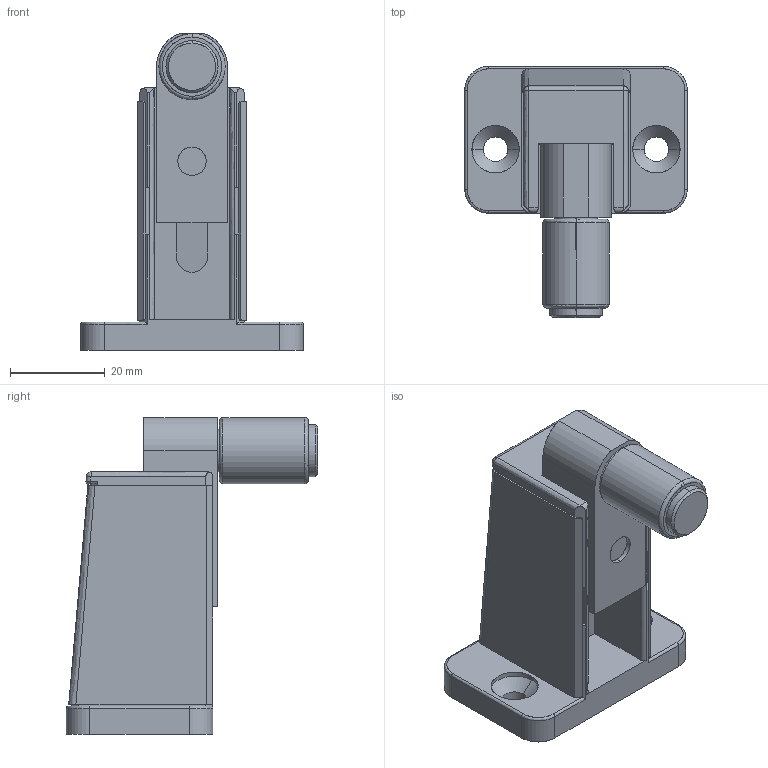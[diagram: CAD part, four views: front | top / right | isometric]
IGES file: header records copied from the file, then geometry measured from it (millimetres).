
Start section: SolidWorks IGES file using analytic representation for surfaces
Global section: file name: FA-682-S.IGS,15; native system: HSolidWorks 2007; preprocessor: SolidWorks 2007; author: nhaneda; date: 100426.113940; units: millimetre
Bounding box: 47 x 53.18 x 67 mm (x, y, z)
Surface area: 24208.9 mm2 (no closed solid volume)
Topology: 0 solids, 0 shells, 152 faces, 1616 edges, 1614 vertices
Faces by surface type: bspline 86, revolution 66
